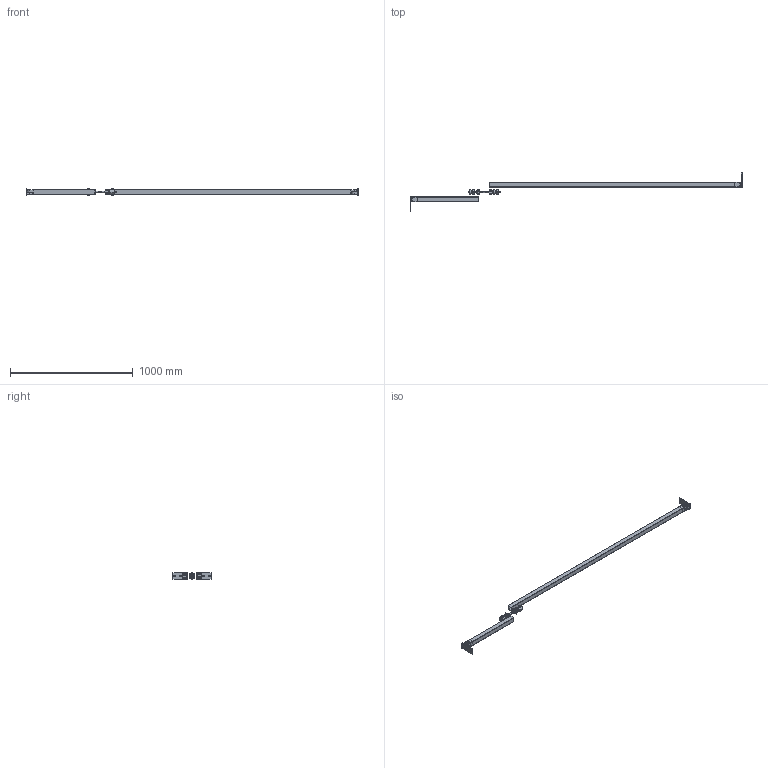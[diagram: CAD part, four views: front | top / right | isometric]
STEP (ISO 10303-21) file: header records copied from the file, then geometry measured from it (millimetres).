
FILE_DESCRIPTION (( 'STEP AP214' ), '1' );
FILE_NAME ('H8_65-40x40-2700.STEP', '2025-06-30T07:10:42', ( '' ), ( '' ), 'SwSTEP 2.0', 'SolidWorks 2019', '' );
FILE_SCHEMA (( 'AUTOMOTIVE_DESIGN' ));
Length unit declared in the file: millimetre
Products named in the file (17): A_40x40x2-2000.P1_500<Jako svaýenì>; A_4302-040.P2 uprava; SKRUTKA DIN 912_SKRUTKA M 8x 20; H8_65-40x40-2700; H8_65-40x40-2700.P1.3; H10 - nap_nak.STEP; napínak.STEP_skupina; A_4302-040 Uprava pre napinak_skupina; D_l2.STEP; D_l3.STEP; H8_65-40x40-2700.P1_Horne rameno; SKRUTKA stn iso 7380_M10x16.STEP; A_40x40x2-2000.P1_2000<Jako obrobenì>; H8_65-40x40-2700.P1_Spodne rameno; H_65-40x40_skupina; A_4302-040.P1
Assembly tree (25 placements, depth 4):
  H8_65-40x40-2700
    H8_65-40x40-2700.P1_Spodne rameno
      A_40x40x2-2000.P1_500<Jako svaýenì>
      A_4302-040 Uprava pre napinak_skupina
        A_4302-040.P1
        A_4302-040.P2 uprava
        SKRUTKA DIN 912_SKRUTKA M 8x 20
      H8_65-40x40-2700.P1.3
    H_65-40x40_skupina
      napínak.STEP_skupina
        H10 - nap_nak.STEP
        D_l3.STEP  x2
        D_l2.STEP  x2
        SKRUTKA stn iso 7380_M10x16.STEP  x4
    H8_65-40x40-2700.P1_Horne rameno
      A_40x40x2-2000.P1_2000<Jako obrobenì>
      A_4302-040 Uprava pre napinak_skupina
        A_4302-040.P1
        A_4302-040.P2 uprava
        SKRUTKA DIN 912_SKRUTKA M 8x 20
      H8_65-40x40-2700.P1.3
Bounding box: 2709.42 x 316.2 x 55.38 mm (x, y, z)
Volume: 1107786.2 mm3; surface area: 902395.8 mm2
Topology: 21 solids, 21 shells, 1298 faces, 3424 edges, 2188 vertices
Faces by surface type: cylinder 572, plane 456, cone 146, bspline 80, torus 36, sphere 8
Entity records: 92399 total; most frequent: CARTESIAN_POINT 74396, ORIENTED_EDGE 4154, DIRECTION 3141, EDGE_CURVE 2077, VERTEX_POINT 1347, AXIS2_PLACEMENT_3D 1104, VECTOR 933, LINE 933
